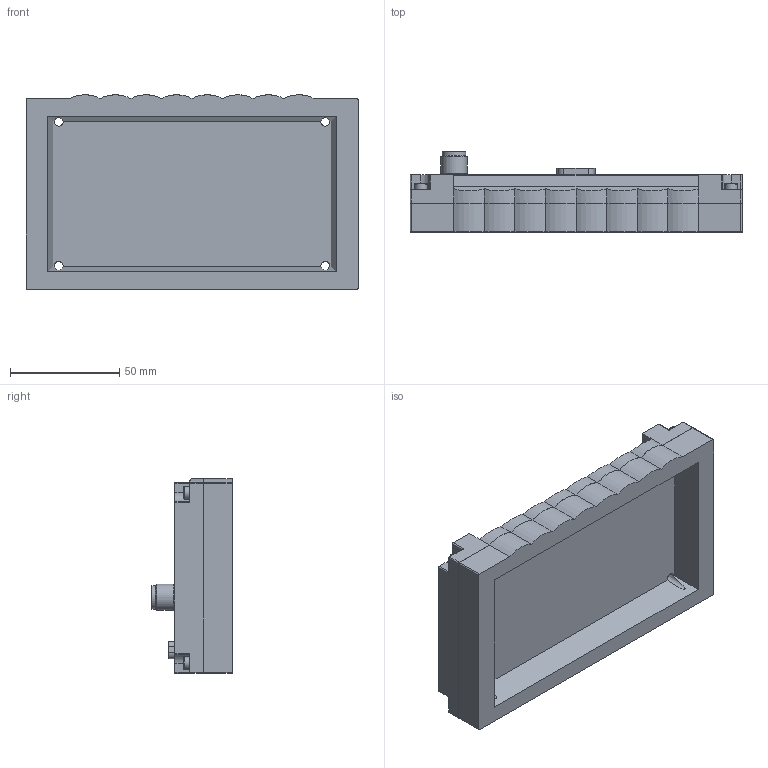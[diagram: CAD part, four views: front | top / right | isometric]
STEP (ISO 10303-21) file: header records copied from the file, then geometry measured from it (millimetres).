
FILE_DESCRIPTION(/* description */ ('STEP AP214'),/* implementation_level */ '2;1');
FILE_NAME(/* name */ '546190_CPV14-GE-DI02-8',/* time_stamp */ '2024-08-07T14:44:35+02:00',/* author */ ('License CC BY-ND 4.0'),/* organization */ ('CADENAS'),/* preprocessor_version */ 'ST-DEVELOPER v19.3',/* originating_system */ 'PARTsolutions',/* authorisation */ ' ');
FILE_SCHEMA (('AUTOMOTIVE_DESIGN {1 0 10303 214 3 1 1}'));
Length unit declared in the file: millimetre
Products named in the file (1): 546190 CPV14-GE-DI02-8
Bounding box: 152 x 36.7 x 89.03 mm (x, y, z)
Volume: 222833.9 mm3; surface area: 46769.4 mm2
Topology: 1 solids, 1 shells, 288 faces, 725 edges, 483 vertices
Faces by surface type: plane 146, cylinder 129, cone 9, torus 4
Full cylindrical faces by diameter (mm): 1 x18, 2.459 x6, 4 x4, 5.8 x4, 6 x1, 8.4 x1, 8.459 x1, 10.773 x1, 12 x1
Entity records: 10350 total; most frequent: DIRECTION 1508, CARTESIAN_POINT 1409, ORIENTED_EDGE 1312, EDGE_CURVE 656, AXIS2_PLACEMENT_3D 563, VERTEX_POINT 464, EDGE_LOOP 390, FACE_BOUND 390
